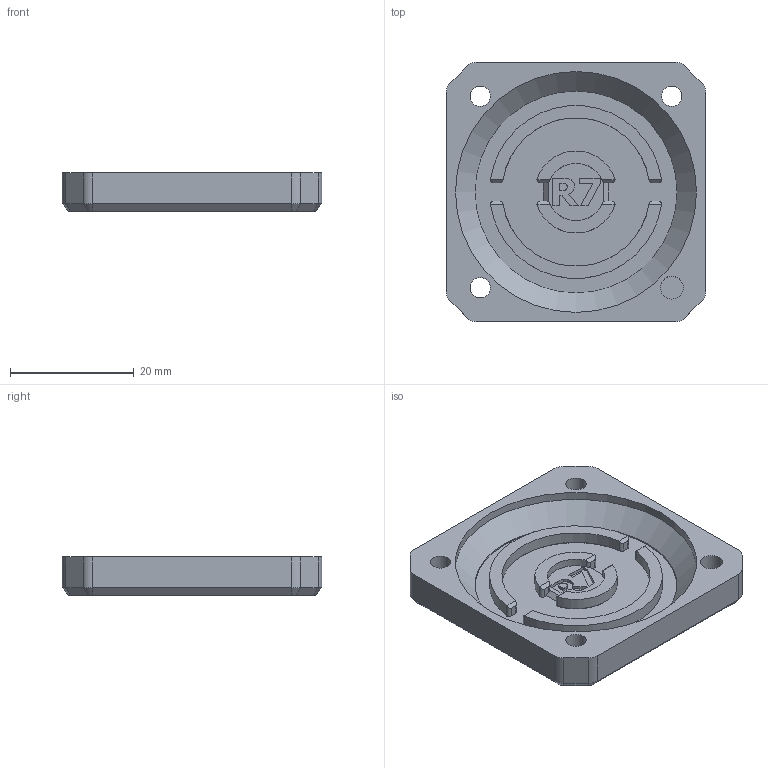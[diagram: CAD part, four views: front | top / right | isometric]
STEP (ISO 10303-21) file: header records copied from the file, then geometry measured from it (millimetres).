
FILE_DESCRIPTION(/* description */ (''),/* implementation_level */ '2;1');
FILE_NAME(/* name */ 'extruder-front-case_R.stp',/* time_stamp */ '2024-01-18T11:20:12+01:00',/* author */ ('Mikuláček'),/* organization */ (''),/* preprocessor_version */ 'ST-DEVELOPER v19.2',/* originating_system */ 'Autodesk Inventor 2023',/* authorisation */ '');
FILE_SCHEMA (('AUTOMOTIVE_DESIGN { 1 0 10303 214 3 1 1 }'));
Length unit declared in the file: millimetre
Products named in the file (1): extruder-front-case
Bounding box: 42 x 42 x 6.2 mm (x, y, z)
Volume: 5691.9 mm3; surface area: 5435.9 mm2
Topology: 1 solids, 1 shells, 164 faces, 429 edges, 275 vertices
Faces by surface type: plane 100, cylinder 41, cone 16, bspline 7
Full cylindrical faces by diameter (mm): 3.3 x3, 3.7 x1, 6 x3, 32.7 x1, 39 x1
Entity records: 5184 total; most frequent: CARTESIAN_POINT 1024, DIRECTION 864, ORIENTED_EDGE 858, EDGE_CURVE 429, AXIS2_PLACEMENT_3D 299, VERTEX_POINT 275, LINE 266, VECTOR 266
